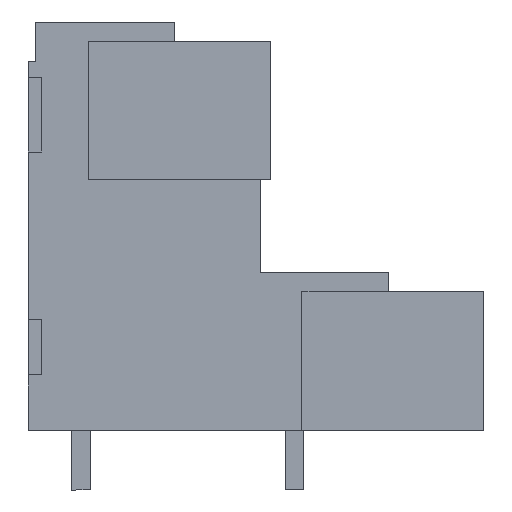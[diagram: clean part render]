
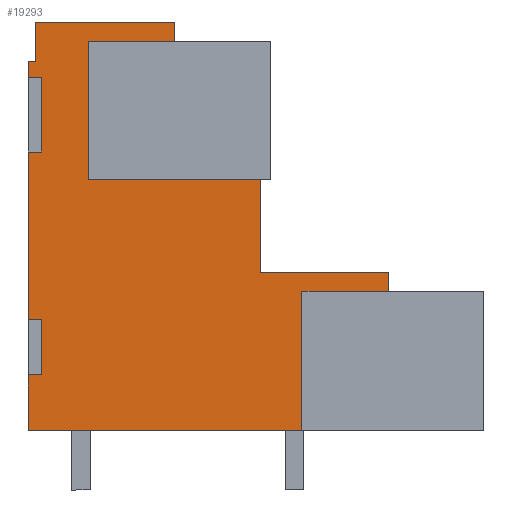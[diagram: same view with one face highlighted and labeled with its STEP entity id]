
A CAD part, left-side view. The second image highlights one B-rep face of the part: STEP entity #19293.
In plain terms, the highlighted planar face has unit normal (-1, 0, 0).
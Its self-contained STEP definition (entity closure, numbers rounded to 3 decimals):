
#19212=AXIS2_PLACEMENT_3D('Plane Axis2P3D',#19209,#19210,#19211) ;
#303=CARTESIAN_POINT('Vertex',(0.7,24.55,23.09)) ;
#763=CARTESIAN_POINT('Vertex',(0.7,24.55,9.2)) ;
#766=CARTESIAN_POINT('Line Origine',(0.7,24.55,13.7)) ;
#770=CARTESIAN_POINT('Vertex',(0.7,24.55,18.2)) ;
#791=CARTESIAN_POINT('Vertex',(0.7,24.55,22.2)) ;
#794=CARTESIAN_POINT('Line Origine',(0.7,24.55,22.645)) ;
#1156=CARTESIAN_POINT('Line Origine',(0.7,24.35,23.09)) ;
#1160=CARTESIAN_POINT('Vertex',(0.7,24.15,23.09)) ;
#1429=CARTESIAN_POINT('Vertex',(0.7,16.65,25.2)) ;
#1653=CARTESIAN_POINT('Vertex',(0.7,24.15,25.2)) ;
#1656=CARTESIAN_POINT('Line Origine',(0.7,20.4,25.2)) ;
#1709=CARTESIAN_POINT('Vertex',(0.7,16.65,24.175)) ;
#1712=CARTESIAN_POINT('Line Origine',(0.7,16.65,24.687)) ;
#1778=CARTESIAN_POINT('Line Origine',(0.7,18.975,24.175)) ;
#1782=CARTESIAN_POINT('Vertex',(0.7,21.3,24.175)) ;
#2069=CARTESIAN_POINT('Vertex',(0.7,12.05,16.725)) ;
#2097=CARTESIAN_POINT('Vertex',(0.7,21.3,16.725)) ;
#2100=CARTESIAN_POINT('Line Origine',(0.7,16.675,16.725)) ;
#2125=CARTESIAN_POINT('Vertex',(0.7,12.05,11.7)) ;
#2128=CARTESIAN_POINT('Line Origine',(0.7,12.05,14.212)) ;
#2149=CARTESIAN_POINT('Vertex',(0.7,5.15,11.7)) ;
#2152=CARTESIAN_POINT('Line Origine',(0.7,8.6,11.7)) ;
#2173=CARTESIAN_POINT('Vertex',(0.7,5.15,10.7)) ;
#2176=CARTESIAN_POINT('Line Origine',(0.7,5.15,11.2)) ;
#2242=CARTESIAN_POINT('Line Origine',(0.7,7.475,10.7)) ;
#2246=CARTESIAN_POINT('Vertex',(0.7,9.8,10.7)) ;
#2603=CARTESIAN_POINT('Vertex',(0.7,9.8,3.2)) ;
#2606=CARTESIAN_POINT('Line Origine',(0.7,17.175,3.2)) ;
#2610=CARTESIAN_POINT('Vertex',(0.7,24.55,3.2)) ;
#19197=CARTESIAN_POINT('Line Origine',(0.7,21.3,20.45)) ;
#19209=CARTESIAN_POINT('Axis2P3D Location',(0.7,24.15,3.2)) ;
#19214=CARTESIAN_POINT('Line Origine',(0.7,24.2,9.2)) ;
#19218=CARTESIAN_POINT('Vertex',(0.7,23.85,9.2)) ;
#19221=CARTESIAN_POINT('Line Origine',(0.7,23.85,7.7)) ;
#19225=CARTESIAN_POINT('Vertex',(0.7,23.85,6.2)) ;
#19228=CARTESIAN_POINT('Line Origine',(0.7,24.2,6.2)) ;
#19232=CARTESIAN_POINT('Vertex',(0.7,24.55,6.2)) ;
#19235=CARTESIAN_POINT('Line Origine',(0.7,24.55,4.7)) ;
#19240=CARTESIAN_POINT('Line Origine',(0.7,9.8,6.95)) ;
#19245=CARTESIAN_POINT('Line Origine',(0.7,24.15,24.145)) ;
#19250=CARTESIAN_POINT('Line Origine',(0.7,24.2,22.2)) ;
#19254=CARTESIAN_POINT('Vertex',(0.7,23.85,22.2)) ;
#19257=CARTESIAN_POINT('Line Origine',(0.7,23.85,20.2)) ;
#19261=CARTESIAN_POINT('Vertex',(0.7,23.85,18.2)) ;
#19264=CARTESIAN_POINT('Line Origine',(0.7,24.2,18.2)) ;
#767=DIRECTION('Vector Direction',(0.,0.,-1.)) ;
#795=DIRECTION('Vector Direction',(0.,0.,-1.)) ;
#1157=DIRECTION('Vector Direction',(0.,-1.,0.)) ;
#1657=DIRECTION('Vector Direction',(0.,-1.,0.)) ;
#1713=DIRECTION('Vector Direction',(0.,0.,1.)) ;
#1779=DIRECTION('Vector Direction',(0.,1.,0.)) ;
#2101=DIRECTION('Vector Direction',(0.,1.,0.)) ;
#2129=DIRECTION('Vector Direction',(0.,0.,1.)) ;
#2153=DIRECTION('Vector Direction',(0.,1.,0.)) ;
#2177=DIRECTION('Vector Direction',(0.,0.,1.)) ;
#2243=DIRECTION('Vector Direction',(0.,1.,0.)) ;
#2607=DIRECTION('Vector Direction',(0.,-1.,0.)) ;
#19198=DIRECTION('Vector Direction',(0.,0.,-1.)) ;
#19210=DIRECTION('Axis2P3D Direction',(-1.,0.,0.)) ;
#19211=DIRECTION('Axis2P3D XDirection',(0.,1.,0.)) ;
#19215=DIRECTION('Vector Direction',(0.,-1.,0.)) ;
#19222=DIRECTION('Vector Direction',(0.,0.,1.)) ;
#19229=DIRECTION('Vector Direction',(0.,-1.,0.)) ;
#19236=DIRECTION('Vector Direction',(0.,0.,-1.)) ;
#19241=DIRECTION('Vector Direction',(0.,0.,-1.)) ;
#19246=DIRECTION('Vector Direction',(0.,0.,1.)) ;
#19251=DIRECTION('Vector Direction',(0.,-1.,0.)) ;
#19258=DIRECTION('Vector Direction',(0.,0.,1.)) ;
#19265=DIRECTION('Vector Direction',(0.,-1.,0.)) ;
#768=VECTOR('Line Direction',#767,1.) ;
#796=VECTOR('Line Direction',#795,1.) ;
#1158=VECTOR('Line Direction',#1157,1.) ;
#1658=VECTOR('Line Direction',#1657,1.) ;
#1714=VECTOR('Line Direction',#1713,1.) ;
#1780=VECTOR('Line Direction',#1779,1.) ;
#2102=VECTOR('Line Direction',#2101,1.) ;
#2130=VECTOR('Line Direction',#2129,1.) ;
#2154=VECTOR('Line Direction',#2153,1.) ;
#2178=VECTOR('Line Direction',#2177,1.) ;
#2244=VECTOR('Line Direction',#2243,1.) ;
#2608=VECTOR('Line Direction',#2607,1.) ;
#19199=VECTOR('Line Direction',#19198,1.) ;
#19216=VECTOR('Line Direction',#19215,1.) ;
#19223=VECTOR('Line Direction',#19222,1.) ;
#19230=VECTOR('Line Direction',#19229,1.) ;
#19237=VECTOR('Line Direction',#19236,1.) ;
#19242=VECTOR('Line Direction',#19241,1.) ;
#19247=VECTOR('Line Direction',#19246,1.) ;
#19252=VECTOR('Line Direction',#19251,1.) ;
#19259=VECTOR('Line Direction',#19258,1.) ;
#19266=VECTOR('Line Direction',#19265,1.) ;
#19270=ORIENTED_EDGE('',*,*,#772,.T.) ;
#19271=ORIENTED_EDGE('',*,*,#19220,.T.) ;
#19272=ORIENTED_EDGE('',*,*,#19227,.F.) ;
#19273=ORIENTED_EDGE('',*,*,#19234,.F.) ;
#19274=ORIENTED_EDGE('',*,*,#19239,.T.) ;
#19275=ORIENTED_EDGE('',*,*,#2612,.T.) ;
#19276=ORIENTED_EDGE('',*,*,#19244,.F.) ;
#19277=ORIENTED_EDGE('',*,*,#2248,.F.) ;
#19278=ORIENTED_EDGE('',*,*,#2180,.T.) ;
#19279=ORIENTED_EDGE('',*,*,#2156,.T.) ;
#19280=ORIENTED_EDGE('',*,*,#2132,.T.) ;
#19281=ORIENTED_EDGE('',*,*,#2104,.T.) ;
#19282=ORIENTED_EDGE('',*,*,#19201,.F.) ;
#19283=ORIENTED_EDGE('',*,*,#1784,.F.) ;
#19284=ORIENTED_EDGE('',*,*,#1716,.T.) ;
#19285=ORIENTED_EDGE('',*,*,#1660,.F.) ;
#19286=ORIENTED_EDGE('',*,*,#19249,.F.) ;
#19287=ORIENTED_EDGE('',*,*,#1162,.F.) ;
#19288=ORIENTED_EDGE('',*,*,#798,.T.) ;
#19289=ORIENTED_EDGE('',*,*,#19256,.T.) ;
#19290=ORIENTED_EDGE('',*,*,#19263,.F.) ;
#19291=ORIENTED_EDGE('',*,*,#19268,.F.) ;
#19293=ADVANCED_FACE('HOUSING',(#19292),#19213,.T.) ;
#772=EDGE_CURVE('',#771,#764,#769,.T.) ;
#798=EDGE_CURVE('',#304,#792,#797,.T.) ;
#1162=EDGE_CURVE('',#304,#1161,#1159,.T.) ;
#1660=EDGE_CURVE('',#1654,#1430,#1659,.T.) ;
#1716=EDGE_CURVE('',#1710,#1430,#1715,.T.) ;
#1784=EDGE_CURVE('',#1710,#1783,#1781,.T.) ;
#2104=EDGE_CURVE('',#2070,#2098,#2103,.T.) ;
#2132=EDGE_CURVE('',#2126,#2070,#2131,.T.) ;
#2156=EDGE_CURVE('',#2150,#2126,#2155,.T.) ;
#2180=EDGE_CURVE('',#2174,#2150,#2179,.T.) ;
#2248=EDGE_CURVE('',#2174,#2247,#2245,.T.) ;
#2612=EDGE_CURVE('',#2611,#2604,#2609,.T.) ;
#19201=EDGE_CURVE('',#1783,#2098,#19200,.T.) ;
#19220=EDGE_CURVE('',#764,#19219,#19217,.T.) ;
#19227=EDGE_CURVE('',#19226,#19219,#19224,.T.) ;
#19234=EDGE_CURVE('',#19233,#19226,#19231,.T.) ;
#19239=EDGE_CURVE('',#19233,#2611,#19238,.T.) ;
#19244=EDGE_CURVE('',#2247,#2604,#19243,.T.) ;
#19249=EDGE_CURVE('',#1161,#1654,#19248,.T.) ;
#19256=EDGE_CURVE('',#792,#19255,#19253,.T.) ;
#19263=EDGE_CURVE('',#19262,#19255,#19260,.T.) ;
#19268=EDGE_CURVE('',#771,#19262,#19267,.T.) ;
#19269=EDGE_LOOP('',(#19270,#19271,#19272,#19273,#19274,#19275,#19276,#19277,#19278,#19279,#19280,#19281,#19282,#19283,#19284,#19285,#19286,#19287,#19288,#19289,#19290,#19291)) ;
#19292=FACE_OUTER_BOUND('',#19269,.T.) ;
#769=LINE('Line',#766,#768) ;
#797=LINE('Line',#794,#796) ;
#1159=LINE('Line',#1156,#1158) ;
#1659=LINE('Line',#1656,#1658) ;
#1715=LINE('Line',#1712,#1714) ;
#1781=LINE('Line',#1778,#1780) ;
#2103=LINE('Line',#2100,#2102) ;
#2131=LINE('Line',#2128,#2130) ;
#2155=LINE('Line',#2152,#2154) ;
#2179=LINE('Line',#2176,#2178) ;
#2245=LINE('Line',#2242,#2244) ;
#2609=LINE('Line',#2606,#2608) ;
#19200=LINE('Line',#19197,#19199) ;
#19217=LINE('Line',#19214,#19216) ;
#19224=LINE('Line',#19221,#19223) ;
#19231=LINE('Line',#19228,#19230) ;
#19238=LINE('Line',#19235,#19237) ;
#19243=LINE('Line',#19240,#19242) ;
#19248=LINE('Line',#19245,#19247) ;
#19253=LINE('Line',#19250,#19252) ;
#19260=LINE('Line',#19257,#19259) ;
#19267=LINE('Line',#19264,#19266) ;
#19213=PLANE('',#19212) ;
#304=VERTEX_POINT('',#303) ;
#764=VERTEX_POINT('',#763) ;
#771=VERTEX_POINT('',#770) ;
#792=VERTEX_POINT('',#791) ;
#1161=VERTEX_POINT('',#1160) ;
#1430=VERTEX_POINT('',#1429) ;
#1654=VERTEX_POINT('',#1653) ;
#1710=VERTEX_POINT('',#1709) ;
#1783=VERTEX_POINT('',#1782) ;
#2070=VERTEX_POINT('',#2069) ;
#2098=VERTEX_POINT('',#2097) ;
#2126=VERTEX_POINT('',#2125) ;
#2150=VERTEX_POINT('',#2149) ;
#2174=VERTEX_POINT('',#2173) ;
#2247=VERTEX_POINT('',#2246) ;
#2604=VERTEX_POINT('',#2603) ;
#2611=VERTEX_POINT('',#2610) ;
#19219=VERTEX_POINT('',#19218) ;
#19226=VERTEX_POINT('',#19225) ;
#19233=VERTEX_POINT('',#19232) ;
#19255=VERTEX_POINT('',#19254) ;
#19262=VERTEX_POINT('',#19261) ;
